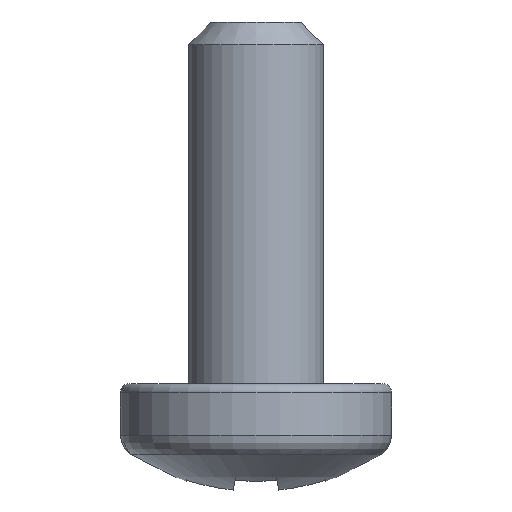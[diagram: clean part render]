
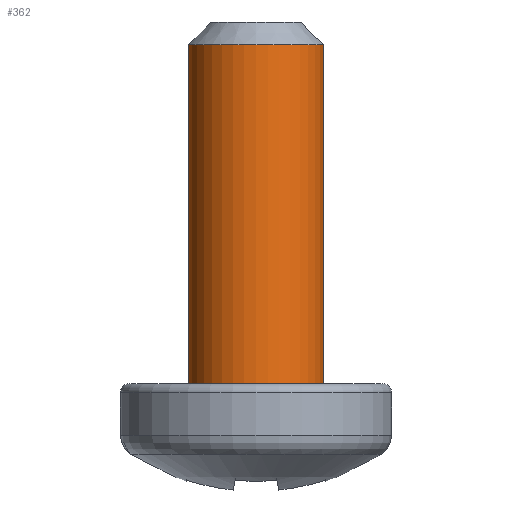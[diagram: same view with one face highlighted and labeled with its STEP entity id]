
A CAD part, front view. The second image highlights one B-rep face of the part: STEP entity #362.
In plain terms, the highlighted cylindrical face has radius 1.5 mm (diameter 3 mm), a full revolution.
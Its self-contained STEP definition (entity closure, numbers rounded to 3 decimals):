
#302=CARTESIAN_POINT('',(0.,1.5,1.4));
#303=VERTEX_POINT('',#302);
#304=CARTESIAN_POINT('',(0.0,0.0,1.4));
#305=DIRECTION('',(0.0,0.0,-1.0));
#306=DIRECTION('',(0.0,1.0,0.0));
#307=AXIS2_PLACEMENT_3D('',#304,#305,#306);
#308=CIRCLE('',#307,1.5);
#309=EDGE_CURVE('',#303,#303,#308,.T.);
#330=CARTESIAN_POINT('',(0.,1.5,8.9));
#331=VERTEX_POINT('',#330);
#332=CARTESIAN_POINT('',(0.0,0.0,8.9));
#333=DIRECTION('',(0.0,0.0,1.0));
#334=DIRECTION('',(0.0,-1.0,0.0));
#335=AXIS2_PLACEMENT_3D('',#332,#333,#334);
#336=CIRCLE('',#335,1.5);
#337=EDGE_CURVE('',#331,#331,#336,.T.);
#351=CARTESIAN_POINT('',(0.0,0.0,5.4));
#352=DIRECTION('',(0.0,0.0,-1.0));
#353=DIRECTION('',(0.0,1.0,0.0));
#354=AXIS2_PLACEMENT_3D('',#351,#352,#353);
#355=CYLINDRICAL_SURFACE('',#354,1.5);
#356=ORIENTED_EDGE('',*,*,#309,.F.);
#357=EDGE_LOOP('',(#356));
#358=FACE_OUTER_BOUND('',#357,.T.);
#359=ORIENTED_EDGE('',*,*,#337,.F.);
#360=EDGE_LOOP('',(#359));
#361=FACE_BOUND('',#360,.T.);
#362=ADVANCED_FACE('',(#358,#361),#355,.T.);
